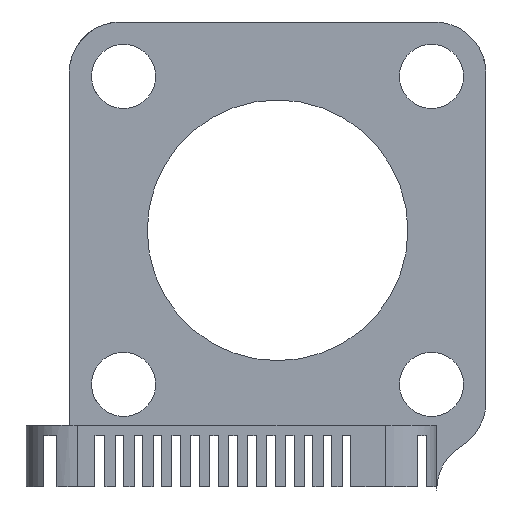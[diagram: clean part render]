
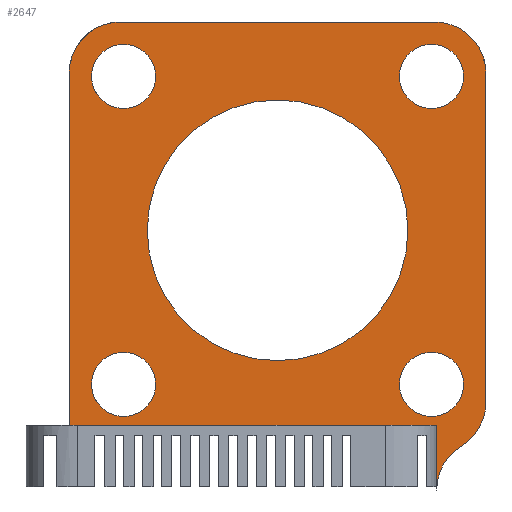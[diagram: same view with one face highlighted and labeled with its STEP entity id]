
A CAD part, front view. The second image highlights one B-rep face of the part: STEP entity #2647.
In plain terms, the highlighted planar face has unit normal (0, -1, 0).
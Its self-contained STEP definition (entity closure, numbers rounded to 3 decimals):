
#69=FACE_BOUND('',#394,.T.);
#70=FACE_BOUND('',#395,.T.);
#71=FACE_BOUND('',#396,.T.);
#72=FACE_BOUND('',#397,.T.);
#73=FACE_BOUND('',#398,.T.);
#105=CIRCLE('',#2802,5.);
#107=CIRCLE('',#2806,5.);
#108=CIRCLE('',#2809,5.);
#113=CIRCLE('',#2817,5.);
#114=CIRCLE('',#2824,3.125);
#115=CIRCLE('',#2826,3.125);
#116=CIRCLE('',#2828,12.7);
#117=CIRCLE('',#2830,3.125);
#118=CIRCLE('',#2832,3.125);
#245=FACE_OUTER_BOUND('',#393,.T.);
#393=EDGE_LOOP('',(#2399,#2400,#2401,#2402,#2403,#2404,#2405,#2406,#2407,
#2408));
#394=EDGE_LOOP('',(#2409));
#395=EDGE_LOOP('',(#2410));
#396=EDGE_LOOP('',(#2411));
#397=EDGE_LOOP('',(#2412));
#398=EDGE_LOOP('',(#2413));
#683=LINE('',#4128,#1001);
#691=LINE('',#4255,#1009);
#700=LINE('',#4377,#1018);
#703=LINE('',#4385,#1021);
#704=LINE('',#4395,#1022);
#709=LINE('',#4407,#1027);
#1001=VECTOR('',#3370,10.);
#1009=VECTOR('',#3400,10.);
#1018=VECTOR('',#3429,10.);
#1021=VECTOR('',#3438,10.);
#1022=VECTOR('',#3449,10.);
#1027=VECTOR('',#3468,10.);
#1243=VERTEX_POINT('',#4097);
#1248=VERTEX_POINT('',#4126);
#1261=VERTEX_POINT('',#4252);
#1262=VERTEX_POINT('',#4254);
#1268=VERTEX_POINT('',#4323);
#1269=VERTEX_POINT('',#4325);
#1273=VERTEX_POINT('',#4371);
#1274=VERTEX_POINT('',#4373);
#1275=VERTEX_POINT('',#4379);
#1276=VERTEX_POINT('',#4383);
#1281=VERTEX_POINT('',#4410);
#1282=VERTEX_POINT('',#4415);
#1283=VERTEX_POINT('',#4419);
#1284=VERTEX_POINT('',#4423);
#1285=VERTEX_POINT('',#4427);
#1595=EDGE_CURVE('',#1248,#1243,#683,.T.);
#1615=EDGE_CURVE('',#1262,#1261,#691,.T.);
#1625=EDGE_CURVE('',#1268,#1269,#105,.T.);
#1632=EDGE_CURVE('',#1273,#1274,#107,.T.);
#1634=EDGE_CURVE('',#1273,#1269,#700,.T.);
#1635=EDGE_CURVE('',#1262,#1275,#108,.T.);
#1638=EDGE_CURVE('',#1261,#1276,#703,.T.);
#1643=EDGE_CURVE('',#1268,#1275,#704,.T.);
#1644=EDGE_CURVE('',#1248,#1274,#113,.F.);
#1649=EDGE_CURVE('',#1243,#1276,#709,.T.);
#1652=EDGE_CURVE('',#1281,#1281,#114,.T.);
#1655=EDGE_CURVE('',#1282,#1282,#115,.T.);
#1657=EDGE_CURVE('',#1283,#1283,#116,.T.);
#1659=EDGE_CURVE('',#1284,#1284,#117,.T.);
#1661=EDGE_CURVE('',#1285,#1285,#118,.T.);
#2399=ORIENTED_EDGE('',*,*,#1632,.F.);
#2400=ORIENTED_EDGE('',*,*,#1634,.T.);
#2401=ORIENTED_EDGE('',*,*,#1625,.F.);
#2402=ORIENTED_EDGE('',*,*,#1643,.T.);
#2403=ORIENTED_EDGE('',*,*,#1635,.F.);
#2404=ORIENTED_EDGE('',*,*,#1615,.T.);
#2405=ORIENTED_EDGE('',*,*,#1638,.T.);
#2406=ORIENTED_EDGE('',*,*,#1649,.F.);
#2407=ORIENTED_EDGE('',*,*,#1595,.F.);
#2408=ORIENTED_EDGE('',*,*,#1644,.T.);
#2409=ORIENTED_EDGE('',*,*,#1661,.F.);
#2410=ORIENTED_EDGE('',*,*,#1659,.F.);
#2411=ORIENTED_EDGE('',*,*,#1657,.F.);
#2412=ORIENTED_EDGE('',*,*,#1655,.F.);
#2413=ORIENTED_EDGE('',*,*,#1652,.F.);
#2520=PLANE('',#2833);
#2647=ADVANCED_FACE('',(#245,#69,#70,#71,#72,#73),#2520,.F.);
#2802=AXIS2_PLACEMENT_3D('',#4326,#3413,#3414);
#2806=AXIS2_PLACEMENT_3D('',#4374,#3424,#3425);
#2809=AXIS2_PLACEMENT_3D('',#4380,#3432,#3433);
#2817=AXIS2_PLACEMENT_3D('',#4397,#3452,#3453);
#2824=AXIS2_PLACEMENT_3D('',#4412,#3473,#3474);
#2826=AXIS2_PLACEMENT_3D('',#4417,#3479,#3480);
#2828=AXIS2_PLACEMENT_3D('',#4421,#3484,#3485);
#2830=AXIS2_PLACEMENT_3D('',#4425,#3489,#3490);
#2832=AXIS2_PLACEMENT_3D('',#4429,#3494,#3495);
#2833=AXIS2_PLACEMENT_3D('',#4430,#3496,#3497);
#3370=DIRECTION('',(0.,0.,1.));
#3400=DIRECTION('',(0.,0.,-1.));
#3413=DIRECTION('center_axis',(0.,1.,0.));
#3414=DIRECTION('ref_axis',(0.707,0.,0.707));
#3424=DIRECTION('center_axis',(0.,1.,0.));
#3425=DIRECTION('ref_axis',(0.872,0.,-0.49));
#3429=DIRECTION('',(0.,0.,1.));
#3432=DIRECTION('center_axis',(0.,1.,0.));
#3433=DIRECTION('ref_axis',(-0.707,0.,0.707));
#3438=DIRECTION('',(1.,0.,0.));
#3449=DIRECTION('',(-1.,0.,0.));
#3452=DIRECTION('center_axis',(0.,-1.,0.));
#3453=DIRECTION('ref_axis',(-0.04,0.,0.999));
#3468=DIRECTION('',(0.,0.,1.));
#3473=DIRECTION('center_axis',(0.,-1.,0.));
#3474=DIRECTION('ref_axis',(1.,0.,0.));
#3479=DIRECTION('center_axis',(0.,-1.,0.));
#3480=DIRECTION('ref_axis',(1.,0.,0.));
#3484=DIRECTION('center_axis',(0.,-1.,0.));
#3485=DIRECTION('ref_axis',(1.,0.,0.));
#3489=DIRECTION('center_axis',(0.,-1.,0.));
#3490=DIRECTION('ref_axis',(1.,0.,0.));
#3494=DIRECTION('center_axis',(0.,-1.,0.));
#3495=DIRECTION('ref_axis',(1.,0.,0.));
#3496=DIRECTION('center_axis',(0.,1.,0.));
#3497=DIRECTION('ref_axis',(1.,0.,0.));
#4097=CARTESIAN_POINT('',(35.8,0.,-4.7));
#4126=CARTESIAN_POINT('',(35.8,0.,-4.996));
#4128=CARTESIAN_POINT('',(35.8,0.,6.8));
#4252=CARTESIAN_POINT('',(0.,0.,1.3));
#4254=CARTESIAN_POINT('',(0.,0.,35.6));
#4255=CARTESIAN_POINT('',(0.,0.,40.6));
#4323=CARTESIAN_POINT('',(35.6,0.,40.6));
#4325=CARTESIAN_POINT('',(40.6,0.,35.6));
#4326=CARTESIAN_POINT('Origin',(35.6,0.,35.6));
#4371=CARTESIAN_POINT('',(40.6,0.,3.546));
#4373=CARTESIAN_POINT('',(38.2,0.,-0.725));
#4374=CARTESIAN_POINT('Origin',(35.6,0.,3.546));
#4377=CARTESIAN_POINT('',(40.6,0.,0.));
#4379=CARTESIAN_POINT('',(5.,0.,40.6));
#4380=CARTESIAN_POINT('Origin',(5.,0.,35.6));
#4383=CARTESIAN_POINT('',(35.8,0.,1.3));
#4385=CARTESIAN_POINT('',(28.05,0.,1.3));
#4395=CARTESIAN_POINT('',(40.6,0.,40.6));
#4397=CARTESIAN_POINT('Origin',(40.8,0.,-4.996));
#4407=CARTESIAN_POINT('',(35.8,0.,6.8));
#4410=CARTESIAN_POINT('',(2.175,0.,5.3));
#4412=CARTESIAN_POINT('Origin',(5.3,0.,5.3));
#4415=CARTESIAN_POINT('',(2.175,0.,35.3));
#4417=CARTESIAN_POINT('Origin',(5.3,0.,35.3));
#4419=CARTESIAN_POINT('',(7.6,0.,20.3));
#4421=CARTESIAN_POINT('Origin',(20.3,0.,20.3));
#4423=CARTESIAN_POINT('',(32.175,0.,35.3));
#4425=CARTESIAN_POINT('Origin',(35.3,0.,35.3));
#4427=CARTESIAN_POINT('',(32.175,0.,5.3));
#4429=CARTESIAN_POINT('Origin',(35.3,0.,5.3));
#4430=CARTESIAN_POINT('Origin',(20.3,0.,20.3));
